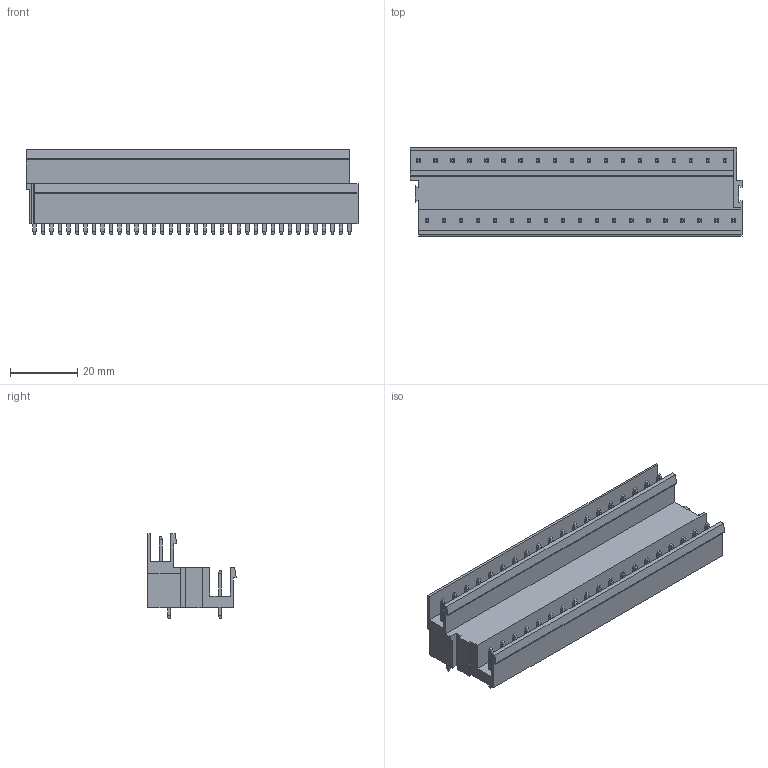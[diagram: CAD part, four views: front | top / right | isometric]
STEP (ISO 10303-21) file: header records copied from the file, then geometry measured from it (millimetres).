
FILE_DESCRIPTION(('CATIA V5 STEP Exchange','CAx-IF Rec.Pracs.--- Model Styling and Organization---1.2---2011-12-15'),'2;1');
FILE_NAME ('D1454969_0_1725820000_1725820000.stp','2018-11-10T04:46:21+00:00',('none'),('Weidmueller'),'CATIA Version 5-6 Release 2014','CATIA V5 STEP AP214','none');
FILE_SCHEMA(('AUTOMOTIVE_DESIGN { 1 0 10303 214 1 1 1 1 }'));
Length unit declared in the file: millimetre
Products named in the file (1): 1725820000
Bounding box: 99.06 x 26.28 x 25.36 mm (x, y, z)
Volume: 27778.4 mm3; surface area: 17672.8 mm2
Topology: 39 solids, 39 shells, 1035 faces, 2567 edges, 1610 vertices
Faces by surface type: plane 883, cylinder 152
Entity records: 26482 total; most frequent: ORIENTED_EDGE 5134, CARTESIAN_POINT 4859, DIRECTION 3017, EDGE_CURVE 2567, VECTOR 1959, LINE 1959, VERTEX_POINT 1610, EDGE_LOOP 1111
